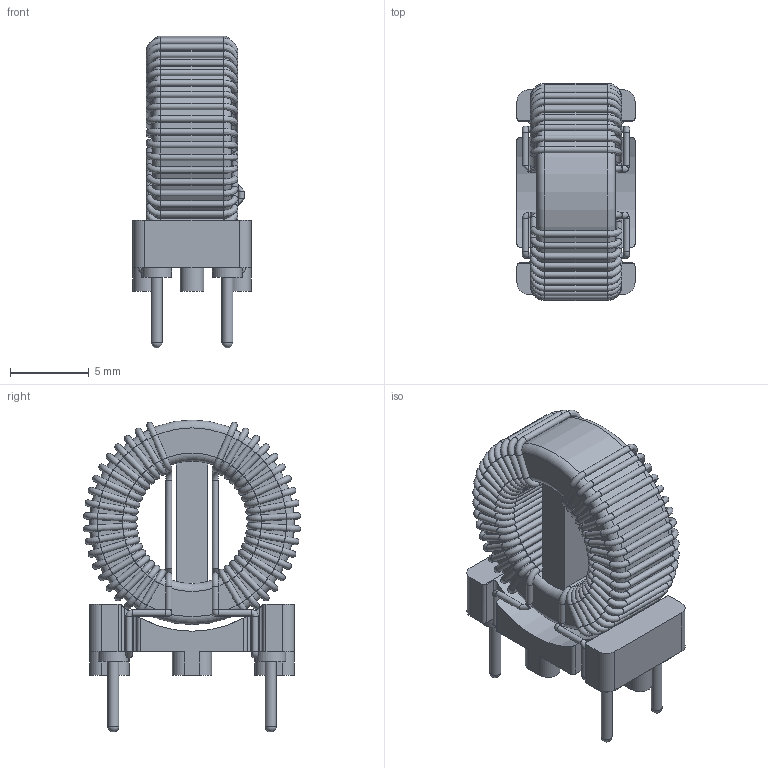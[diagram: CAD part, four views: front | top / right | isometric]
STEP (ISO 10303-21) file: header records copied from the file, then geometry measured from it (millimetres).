
FILE_DESCRIPTION(('FreeCAD Model'),'2;1');
FILE_NAME('Assem1_cp.step', '2019-03-06T16:34:00',('kicad StepUp'),('ksu MCAD'), 'Open CASCADE STEP processor 7.3','FreeCAD','Unknown');
FILE_SCHEMA(('AUTOMOTIVE_DESIGN { 1 0 10303 214 1 1 1 1 }'));
Length unit declared in the file: millimetre
Products named in the file (1): Assem1_cp
Bounding box: 7.5 x 13.79 x 19.82 mm (x, y, z)
Volume: 797.6 mm3; surface area: 1865.9 mm2
Topology: 9 solids, 9 shells, 510 faces, 1092 edges, 594 vertices
Faces by surface type: cylinder 227, torus 110, plane 91, bspline 76, sphere 4, revolution 2
Full cylindrical faces by diameter (mm): 0.4 x186, 0.7 x4, 1.9 x4, 7.8 x1, 13 x1
Entity records: 33401 total; most frequent: CARTESIAN_POINT 19779, ORIENTED_EDGE 2148, DIRECTION 2014, EDGE_CURVE 1074, AXIS2_PLACEMENT_3D 899, VERTEX_POINT 594, FACE_BOUND 526, EDGE_LOOP 526
